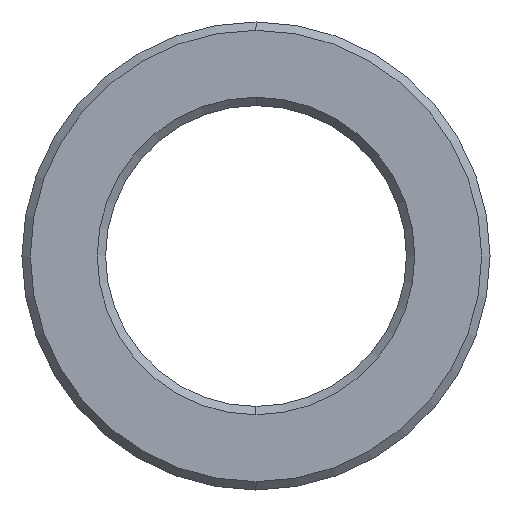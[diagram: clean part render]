
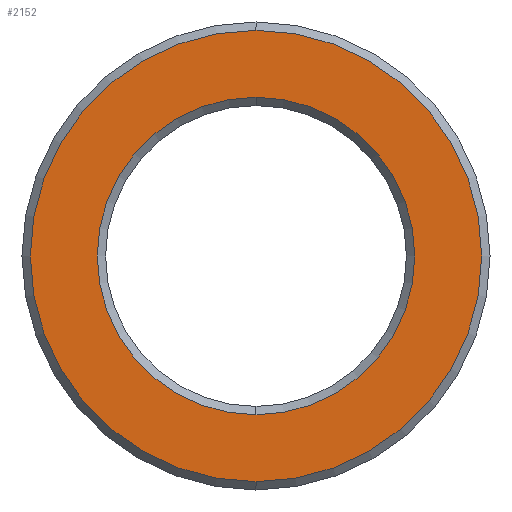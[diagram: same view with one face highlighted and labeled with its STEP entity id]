
A CAD part, left-side view. The second image highlights one B-rep face of the part: STEP entity #2152.
In plain terms, the highlighted planar face has unit normal (-1, 0, 0).
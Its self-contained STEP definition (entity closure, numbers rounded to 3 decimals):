
#153 = DIRECTION ( 'NONE',  ( 0., 0., -1. ) ) ;
#346 = EDGE_CURVE ( 'NONE', #20661, #19304, #20034, .T. ) ;
#422 = DIRECTION ( 'NONE',  ( 1., 0., 0. ) ) ;
#479 = ORIENTED_EDGE ( 'NONE', *, *, #9263, .T. ) ;
#708 = AXIS2_PLACEMENT_3D ( 'NONE', #12127, #20903, #153 ) ;
#2152 = ADVANCED_FACE ( 'NONE', ( #6747, #21355 ), #19263, .F. ) ;
#2547 = DIRECTION ( 'NONE',  ( 1., 0., 0. ) ) ;
#3735 = CARTESIAN_POINT ( 'NONE',  ( 0., 0., -13.5 ) ) ;
#4430 = DIRECTION ( 'NONE',  ( 0., 0., -1. ) ) ;
#4498 = CARTESIAN_POINT ( 'NONE',  ( 0., 0., 0. ) ) ;
#5482 = DIRECTION ( 'NONE',  ( 1., 0., 0. ) ) ;
#6051 = AXIS2_PLACEMENT_3D ( 'NONE', #12706, #422, #16342 ) ;
#6559 = EDGE_CURVE ( 'NONE', #11791, #16838, #22115, .T. ) ;
#6747 = FACE_BOUND ( 'NONE', #22034, .T. ) ;
#7208 = DIRECTION ( 'NONE',  ( 0., 0., -1. ) ) ;
#7364 = CARTESIAN_POINT ( 'NONE',  ( 0., 14., 0. ) ) ;
#7856 = ORIENTED_EDGE ( 'NONE', *, *, #6559, .T. ) ;
#8689 = CIRCLE ( 'NONE', #13670, 13.5 ) ;
#9263 = EDGE_CURVE ( 'NONE', #16838, #11791, #8689, .T. ) ;
#9419 = DIRECTION ( 'NONE',  ( -1., 0., 0. ) ) ;
#9664 = EDGE_LOOP ( 'NONE', ( #479, #7856 ) ) ;
#10948 = AXIS2_PLACEMENT_3D ( 'NONE', #7364, #5482, #7208 ) ;
#11791 = VERTEX_POINT ( 'NONE', #17861 ) ;
#12127 = CARTESIAN_POINT ( 'NONE',  ( 0., 0., 0. ) ) ;
#12426 = CARTESIAN_POINT ( 'NONE',  ( 0., 0., -9.5 ) ) ;
#12706 = CARTESIAN_POINT ( 'NONE',  ( 0., 0., 0. ) ) ;
#12924 = CARTESIAN_POINT ( 'NONE',  ( 0., 0., 0. ) ) ;
#13670 = AXIS2_PLACEMENT_3D ( 'NONE', #4498, #9419, #4430 ) ;
#15298 = ORIENTED_EDGE ( 'NONE', *, *, #19801, .T. ) ;
#16342 = DIRECTION ( 'NONE',  ( 0., 0., -1. ) ) ;
#16838 = VERTEX_POINT ( 'NONE', #3735 ) ;
#17163 = AXIS2_PLACEMENT_3D ( 'NONE', #12924, #2547, #18153 ) ;
#17861 = CARTESIAN_POINT ( 'NONE',  ( 0., 0., 13.5 ) ) ;
#18153 = DIRECTION ( 'NONE',  ( 0., 0., -1. ) ) ;
#19004 = ORIENTED_EDGE ( 'NONE', *, *, #346, .T. ) ;
#19023 = CIRCLE ( 'NONE', #6051, 9.5 ) ;
#19263 = PLANE ( 'NONE',  #10948 ) ;
#19304 = VERTEX_POINT ( 'NONE', #12426 ) ;
#19801 = EDGE_CURVE ( 'NONE', #19304, #20661, #19023, .T. ) ;
#20034 = CIRCLE ( 'NONE', #17163, 9.5 ) ;
#20661 = VERTEX_POINT ( 'NONE', #20835 ) ;
#20835 = CARTESIAN_POINT ( 'NONE',  ( 0., 0., 9.5 ) ) ;
#20903 = DIRECTION ( 'NONE',  ( -1., 0., 0. ) ) ;
#21355 = FACE_OUTER_BOUND ( 'NONE', #9664, .T. ) ;
#22034 = EDGE_LOOP ( 'NONE', ( #19004, #15298 ) ) ;
#22115 = CIRCLE ( 'NONE', #708, 13.5 ) ;
